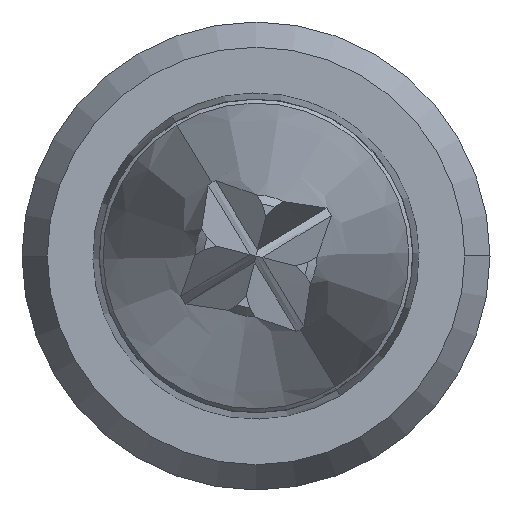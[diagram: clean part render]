
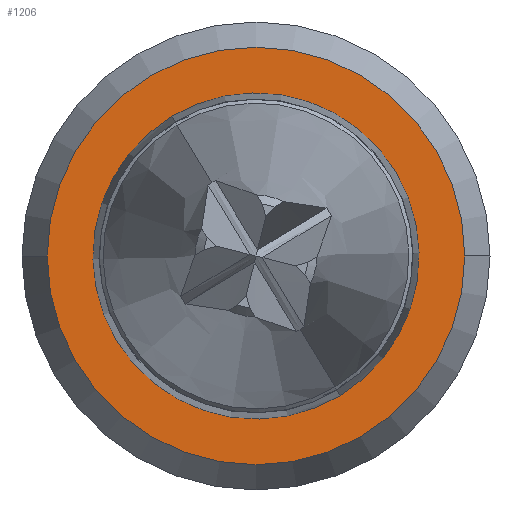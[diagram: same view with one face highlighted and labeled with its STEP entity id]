
A CAD part, left-side view. The second image highlights one B-rep face of the part: STEP entity #1206.
In plain terms, the highlighted planar face has unit normal (-1, 0, 0).
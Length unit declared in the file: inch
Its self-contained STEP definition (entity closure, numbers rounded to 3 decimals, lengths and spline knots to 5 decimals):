
#19 = EDGE_CURVE ( 'NONE', #1215, #1348, #1196, .T. ) ;
#117 = EDGE_CURVE ( 'NONE', #1610, #1009, #643, .T. ) ;
#148 = CARTESIAN_POINT ( 'NONE',  ( 0., 0., 0. ) ) ;
#153 = DIRECTION ( 'NONE',  ( 1., 0., 0. ) ) ;
#160 = DIRECTION ( 'NONE',  ( 0., 1., 0. ) ) ;
#187 = DIRECTION ( 'NONE',  ( 1., 0., 0. ) ) ;
#220 = AXIS2_PLACEMENT_3D ( 'NONE', #1460, #487, #505 ) ;
#321 = DIRECTION ( 'NONE',  ( 0., -1., 0. ) ) ;
#338 = CARTESIAN_POINT ( 'NONE',  ( 0., 0., 0. ) ) ;
#400 = EDGE_LOOP ( 'NONE', ( #1402, #1401 ) ) ;
#446 = AXIS2_PLACEMENT_3D ( 'NONE', #338, #187, #489 ) ;
#487 = DIRECTION ( 'NONE',  ( -1., 0., 0. ) ) ;
#489 = DIRECTION ( 'NONE',  ( 0., 1., 0. ) ) ;
#505 = DIRECTION ( 'NONE',  ( 0., -1., 0. ) ) ;
#596 = ORIENTED_EDGE ( 'NONE', *, *, #1557, .F. ) ;
#640 = AXIS2_PLACEMENT_3D ( 'NONE', #784, #801, #811 ) ;
#643 = CIRCLE ( 'NONE', #640, 0.01874 ) ;
#670 = FACE_OUTER_BOUND ( 'NONE', #906, .T. ) ;
#784 = CARTESIAN_POINT ( 'NONE',  ( 0., 0., 0. ) ) ;
#801 = DIRECTION ( 'NONE',  ( -1., 0., 0. ) ) ;
#811 = DIRECTION ( 'NONE',  ( 0., -1., 0. ) ) ;
#835 = CARTESIAN_POINT ( 'NONE',  ( 0., -0.00968, -0.01605 ) ) ;
#863 = EDGE_CURVE ( 'NONE', #1009, #1610, #1157, .T. ) ;
#906 = EDGE_LOOP ( 'NONE', ( #1290, #596 ) ) ;
#983 = CARTESIAN_POINT ( 'NONE',  ( 0., 0.00968, 0.01605 ) ) ;
#1009 = VERTEX_POINT ( 'NONE', #983 ) ;
#1020 = CIRCLE ( 'NONE', #1692, 0.024 ) ;
#1136 = AXIS2_PLACEMENT_3D ( 'NONE', #1648, #1651, #321 ) ;
#1151 = FACE_BOUND ( 'NONE', #400, .T. ) ;
#1157 = CIRCLE ( 'NONE', #220, 0.01874 ) ;
#1196 = CIRCLE ( 'NONE', #446, 0.024 ) ;
#1206 = ADVANCED_FACE ( 'NONE', ( #1151, #670 ), #1554, .T. ) ;
#1215 = VERTEX_POINT ( 'NONE', #1561 ) ;
#1290 = ORIENTED_EDGE ( 'NONE', *, *, #19, .F. ) ;
#1348 = VERTEX_POINT ( 'NONE', #1629 ) ;
#1401 = ORIENTED_EDGE ( 'NONE', *, *, #863, .F. ) ;
#1402 = ORIENTED_EDGE ( 'NONE', *, *, #117, .F. ) ;
#1460 = CARTESIAN_POINT ( 'NONE',  ( 0., 0., 0. ) ) ;
#1554 = PLANE ( 'NONE',  #1136 ) ;
#1557 = EDGE_CURVE ( 'NONE', #1348, #1215, #1020, .T. ) ;
#1561 = CARTESIAN_POINT ( 'NONE',  ( 0., 0.024, 0. ) ) ;
#1610 = VERTEX_POINT ( 'NONE', #835 ) ;
#1629 = CARTESIAN_POINT ( 'NONE',  ( 0., -0.024, 0. ) ) ;
#1648 = CARTESIAN_POINT ( 'NONE',  ( 0., 0.024, 0. ) ) ;
#1651 = DIRECTION ( 'NONE',  ( -1., 0., 0. ) ) ;
#1692 = AXIS2_PLACEMENT_3D ( 'NONE', #148, #153, #160 ) ;
